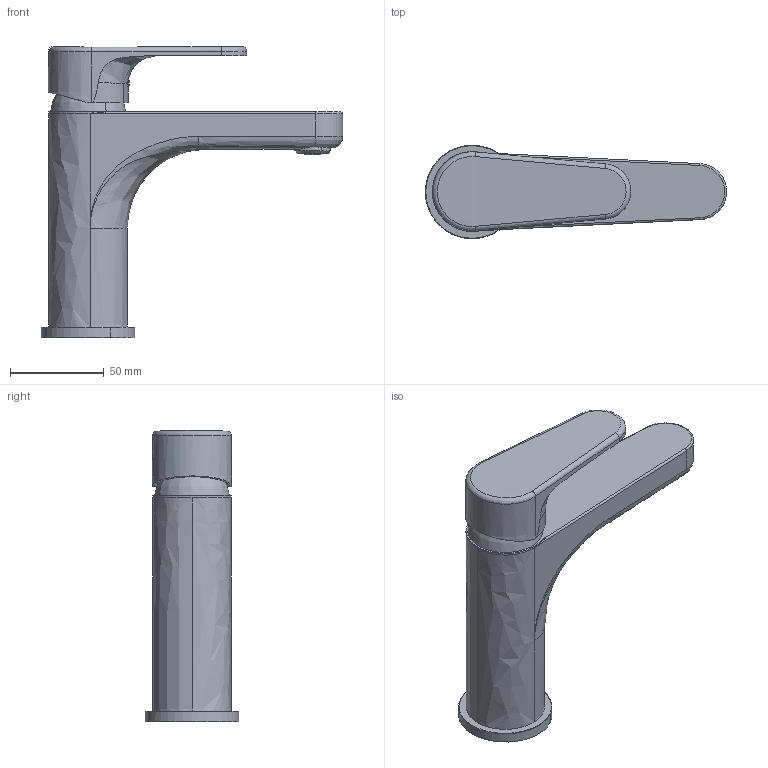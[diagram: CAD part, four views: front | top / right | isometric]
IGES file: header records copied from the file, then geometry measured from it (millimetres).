
Start section: START RECORD GO HERE.
Global section: file name: CN5302-A3800505.igs; native system: DASSAULT SYSTEMES CATIA Version 5-6 Release 2013 - www.3ds.com; preprocessor: V5-6R2013_5.23.3.0.09-04-2013.20.00; author: adrianoz; organization: HUBER; date: 20201012.142236; units: millimetre
Bounding box: 160.99 x 49.99 x 155.5 mm (x, y, z)
Volume: 226995 mm3; surface area: 71766.7 mm2
Topology: 9 solids, 9 shells, 922 faces, 2407 edges, 1552 vertices
Faces by surface type: plane 585, revolution 274, bspline 63
